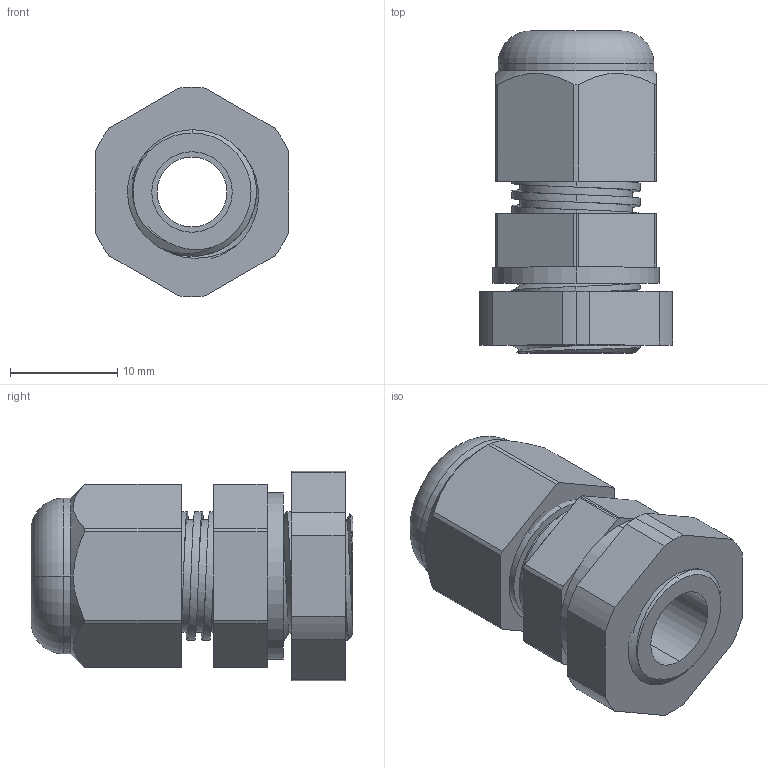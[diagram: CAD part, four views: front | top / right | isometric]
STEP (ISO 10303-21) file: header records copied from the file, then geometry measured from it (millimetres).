
FILE_DESCRIPTION(('STEP AP214'),'1');
FILE_NAME('bm-enx-1s-w.stp','2020-09-28T17:15:40',('TraceParts'),('TraceParts S.A.'),'Spatial InterOp 3D',' ',' ');
FILE_SCHEMA(('AUTOMOTIVE_DESIGN { 1 0 10303 214 1 1 1 1 }'));
Length unit declared in the file: millimetre
Products named in the file (1): bm-enx-1s-w_1
Bounding box: 18 x 30 x 19.5 mm (x, y, z)
Volume: 4119.1 mm3; surface area: 5942.8 mm2
Topology: 5 solids, 5 shells, 246 faces, 690 edges, 457 vertices
Faces by surface type: plane 134, cylinder 90, bspline 11, cone 7, torus 4
Entity records: 11366 total; most frequent: CARTESIAN_POINT 5174, ORIENTED_EDGE 1380, DIRECTION 1250, EDGE_CURVE 690, VERTEX_POINT 457, AXIS2_PLACEMENT_3D 454, LINE 342, VECTOR 342
